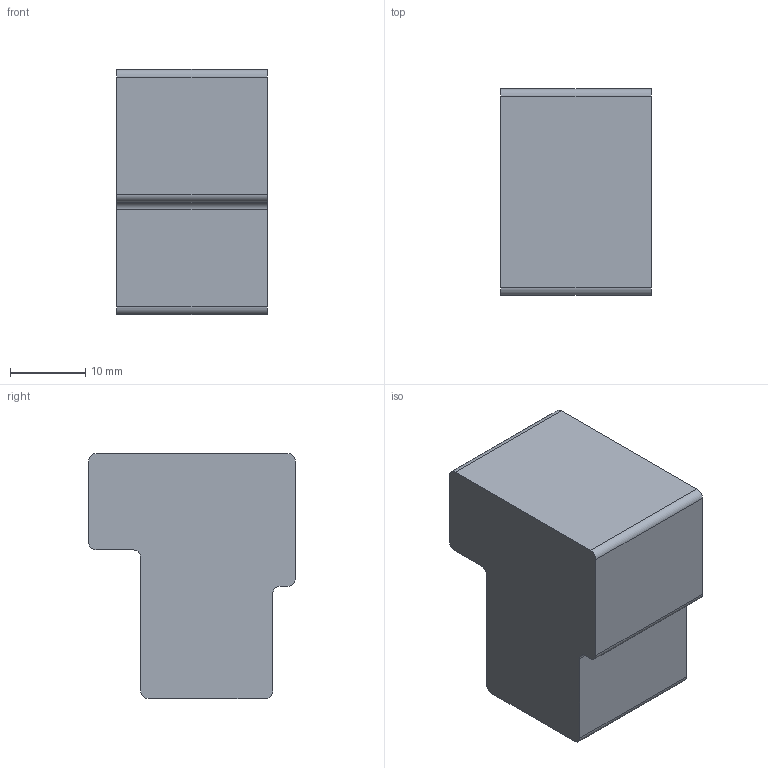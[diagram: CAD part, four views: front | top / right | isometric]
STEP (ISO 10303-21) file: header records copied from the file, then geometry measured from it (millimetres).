
FILE_DESCRIPTION(/* description */ ('CAx-IF Rec.Pracs.---Representation and Presentation of Product Manufacturing Information (PMI)---4.0---2014-10-13','CAx-IF Rec.Pracs.---3D Tessellated Geometry---0.4---2014-09-14','2;1'),/* implementation_level */ '2;1');
FILE_NAME(/* name */ 'plain_case',/* time_stamp */ '2025-02-17T10:19:45+01:00',/* author */ (''),/* organization */ (''),/* preprocessor_version */ 'ST-DEVELOPER v18.1',/* originating_system */ 'SIEMENS PLM Software NX 1984',/* authorisation */ $);
FILE_SCHEMA (('AP242_MANAGED_MODEL_BASED_3D_ENGINEERING_MIM_LF { 1 0 10303 442 3 1 4 }'));
Length unit declared in the file: millimetre
Products named in the file (1): plain_case
Bounding box: 19.97 x 27.43 x 32.51 mm (x, y, z)
Volume: 14177.7 mm3; surface area: 3745.3 mm2
Topology: 1 solids, 1 shells, 18 faces, 64 edges, 72 vertices
Faces by surface type: plane 10, cylinder 8
Entity records: 900 total; most frequent: DIRECTION 160, CARTESIAN_POINT 148, ORIENTED_EDGE 96, AXIS2_PLACEMENT_3D 60, EDGE_CURVE 48, LINE 40, VECTOR 40, VERTEX_POINT 32
